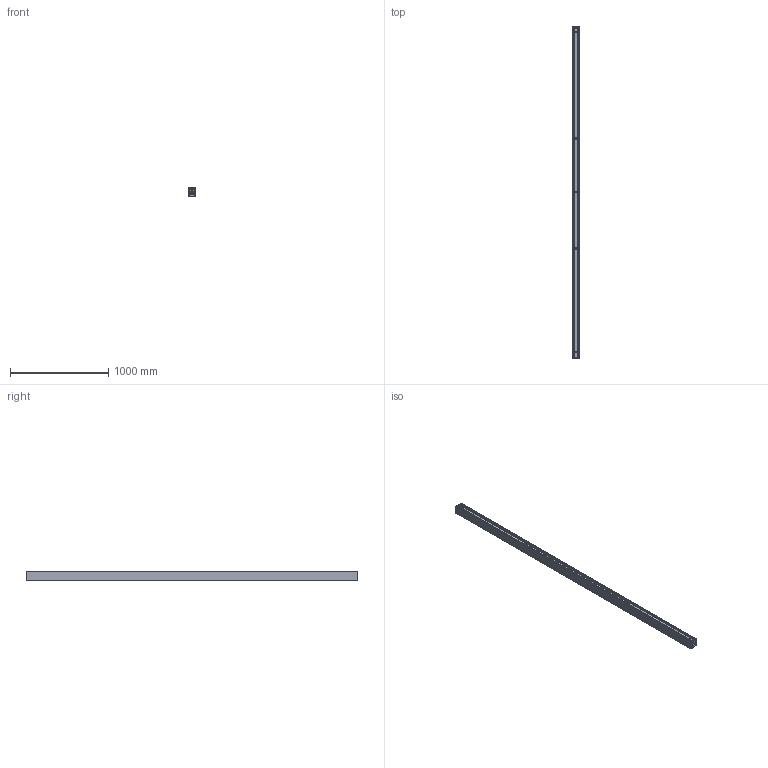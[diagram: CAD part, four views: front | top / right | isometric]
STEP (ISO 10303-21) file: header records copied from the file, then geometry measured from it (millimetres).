
FILE_DESCRIPTION(/* description */ ('This is a sample STEP configuration'),/* implementation_level */ '2;1');
FILE_NAME(/* name */ '728-102083xxxxxx SIMPLE.ipt_Rev_00.1.stp',/* time_stamp */ '2023-03-31T07:43:11+02:00',/* author */ ('powerJobs'),/* organization */ ('coolOrange'),/* preprocessor_version */ 'ST-DEVELOPER v19.2',/* originating_system */ 'Autodesk Inventor 2023',/* authorisation */ '');
FILE_SCHEMA (('AUTOMOTIVE_DESIGN { 1 0 10303 214 3 1 1 }'));
Products named in the file (1): ENG000025888
Bounding box: 76.2 x 3379 x 90.5 mm (x, y, z)
Volume: 4347069.3 mm3; surface area: 4717183.6 mm2
Topology: 1 solids, 1 shells, 2078 faces, 5434 edges, 3344 vertices
Faces by surface type: cylinder 936, plane 693, bspline 252, torus 92, sphere 72, cone 33
Full cylindrical faces by diameter (mm): 2.7 x2, 3.2 x9, 5.2 x3, 8.667 x2, 10 x2, 12 x1, 13.5 x2, 19 x2, 20 x1, 24 x2
Entity records: 71707 total; most frequent: CARTESIAN_POINT 20524, DIRECTION 10878, ORIENTED_EDGE 10838, EDGE_CURVE 5419, AXIS2_PLACEMENT_3D 4062, VERTEX_POINT 3344, LINE 2754, VECTOR 2754
